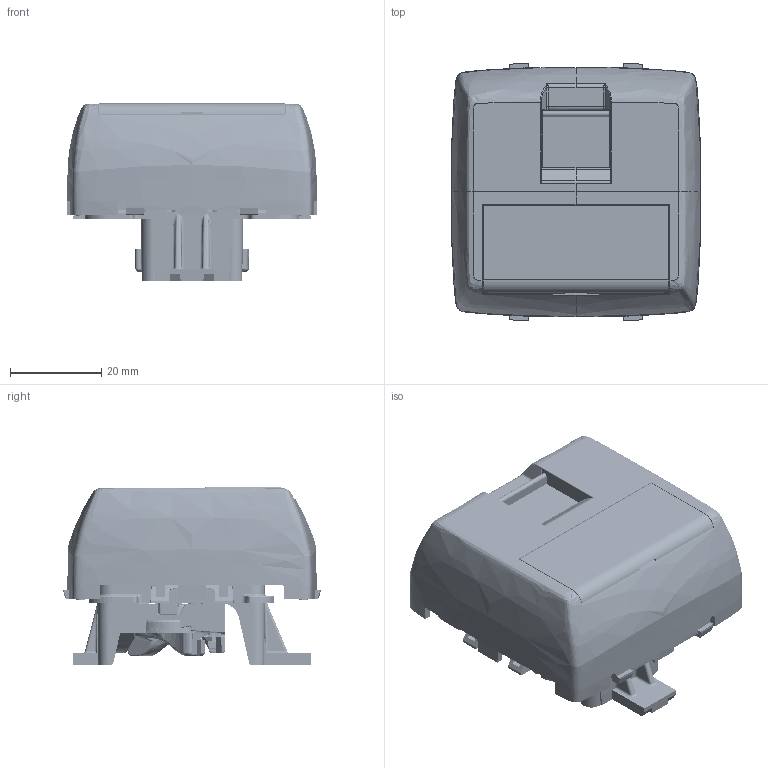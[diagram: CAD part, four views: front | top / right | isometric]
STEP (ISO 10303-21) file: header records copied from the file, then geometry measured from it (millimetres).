
FILE_DESCRIPTION(('CATIA V5 STEP Exchange','CAx-IF Rec.Pracs.--- Model Styling and Organization---1.5--- 2016-08-15','CAx-IF Rec.Pracs.---Supplemental Geometry---1.0---2011-11-01','CAx-IF Rec.Pracs.--- Composite Materials ---1.1---2010-07-15'),'2;1');
FILE_NAME('086147-ASS-4.stp','2023-01-25T07:59:58+00:00',('none'),('none'),'CATIA Version 5-6 Release 2020 SP3','CATIA V5 STEP AP214 v2','none');
FILE_SCHEMA(('AUTOMOTIVE_DESIGN { 1 0 10303 214 1 1 1 1 }'));
Products named in the file (23): 086147 ; 0099184; ED00984_A; 0098224; 0085617; 0073C37; EG00332_A; AG01416_A ; EG00293_A; GH00099_A; LD00199_A; LD00206_A; HS00097_A; EB00240_A; GE00049_A; A001180_A ; EG00289_A; A001179_A ; F000029_A; F000030_A; G000089_A; FF00107_1; F000017_A
Assembly tree (29 placements, depth 5):
  086147 
    0099184
    ED00984_A
    0098224
    0085617
    0073C37
    EG00332_A
    AG01416_A 
      EG00293_A
      GH00099_A
      LD00199_A
      LD00206_A
      HS00097_A
      EB00240_A
      GE00049_A
      A001180_A 
        EG00289_A
        A001179_A 
          F000029_A
          F000030_A
          G000089_A
      FF00107_1  x8
      F000017_A
Bounding box: 54.63 x 56.29 x 38.74 mm (x, y, z)
Volume: 26398.4 mm3; surface area: 42543.3 mm2
Topology: 88 solids, 88 shells, 7031 faces, 18924 edges, 11924 vertices
Faces by surface type: plane 3753, cylinder 1683, bspline 1022, cone 301, torus 165, sphere 89, extrusion 14, revolution 4
Entity records: 256318 total; most frequent: CARTESIAN_POINT 116197, ORIENTED_EDGE 34462, DIRECTION 19527, EDGE_CURVE 17231, VERTEX_POINT 10909, VECTOR 8507, LINE 8495, B_SPLINE_CURVE_WITH_KNOTS 6754
